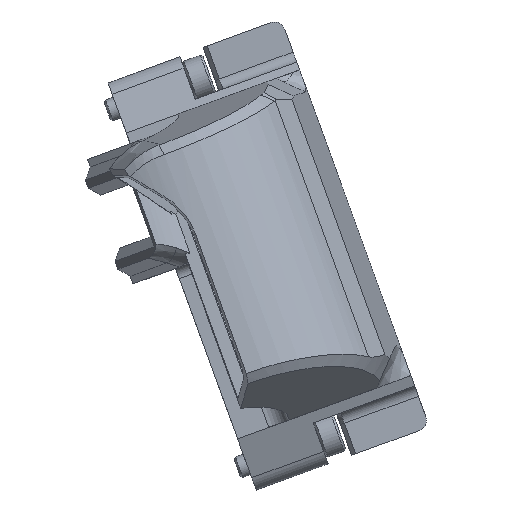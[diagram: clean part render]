
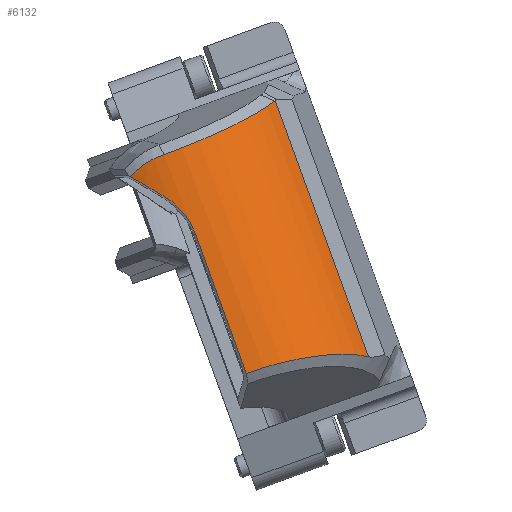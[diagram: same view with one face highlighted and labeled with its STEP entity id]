
A CAD part, top view. The second image highlights one B-rep face of the part: STEP entity #6132.
In plain terms, the highlighted cylindrical face has radius 12.827 mm (diameter 25.654 mm), a partial arc.
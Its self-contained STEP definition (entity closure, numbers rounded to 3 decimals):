
#87=B_SPLINE_CURVE_WITH_KNOTS('',3,(#9049,#9050,#9051,#9052,#9053,#9054,
#9055,#9056),.UNSPECIFIED.,.F.,.F.,(4,2,2,4),(1.945,2.11,
2.275,2.372),.UNSPECIFIED.);
#99=B_SPLINE_CURVE_WITH_KNOTS('',3,(#9223,#9224,#9225,#9226,#9227,#9228,
#9229,#9230,#9231,#9232,#9233,#9234,#9235,#9236,#9237,#9238,#9239),
 .UNSPECIFIED.,.F.,.F.,(4,2,2,2,3,2,2,4),(-0.335,-0.293,
-0.251,-0.168,0.,0.025,
0.039,0.04),.UNSPECIFIED.);
#135=B_SPLINE_CURVE_WITH_KNOTS('',3,(#10589,#10590,#10591,#10592,#10593,
#10594,#10595,#10596,#10597,#10598,#10599,#10600,#10601,#10602),
 .UNSPECIFIED.,.F.,.F.,(4,2,2,2,2,2,4),(-1.416,-1.24,
-1.063,-0.707,-0.356,-0.179,
0.),.UNSPECIFIED.);
#136=B_SPLINE_CURVE_WITH_KNOTS('',3,(#10606,#10607,#10608,#10609),
 .UNSPECIFIED.,.F.,.F.,(4,4),(0.,0.),.UNSPECIFIED.);
#137=B_SPLINE_CURVE_WITH_KNOTS('',3,(#10610,#10611,#10612,#10613,#10614,
#10615,#10616,#10617,#10618,#10619,#10620,#10621,#10622,#10623),
 .UNSPECIFIED.,.F.,.F.,(4,2,2,2,2,2,4),(-1.409,-1.233,
-1.057,-0.705,-0.352,-0.176,
0.),.UNSPECIFIED.);
#749=FACE_OUTER_BOUND('',#1081,.T.);
#1081=EDGE_LOOP('',(#5438,#5439,#5440,#5441,#5442,#5443,#5444,#5445));
#1345=LINE('',#9088,#2003);
#1771=LINE('',#10604,#2429);
#2003=VECTOR('',#7111,1000.);
#2429=VECTOR('',#8039,1000.);
#2500=ELLIPSE('',#6361,21.087,12.827);
#2725=VERTEX_POINT('',#9046);
#2726=VERTEX_POINT('',#9048);
#2738=VERTEX_POINT('',#9086);
#2747=VERTEX_POINT('',#9217);
#2748=VERTEX_POINT('',#9222);
#3072=VERTEX_POINT('',#10588);
#3073=VERTEX_POINT('',#10603);
#3074=VERTEX_POINT('',#10605);
#3350=EDGE_CURVE('',#2725,#2726,#87,.T.);
#3364=EDGE_CURVE('',#2738,#2725,#1345,.T.);
#3375=EDGE_CURVE('',#2748,#2747,#99,.T.);
#3378=EDGE_CURVE('',#2726,#2747,#2500,.T.);
#3910=EDGE_CURVE('',#2738,#3072,#135,.T.);
#3911=EDGE_CURVE('',#3072,#3073,#1771,.T.);
#3912=EDGE_CURVE('',#3073,#3074,#136,.T.);
#3913=EDGE_CURVE('',#3074,#2748,#137,.T.);
#5438=ORIENTED_EDGE('',*,*,#3375,.T.);
#5439=ORIENTED_EDGE('',*,*,#3378,.F.);
#5440=ORIENTED_EDGE('',*,*,#3350,.F.);
#5441=ORIENTED_EDGE('',*,*,#3364,.F.);
#5442=ORIENTED_EDGE('',*,*,#3910,.T.);
#5443=ORIENTED_EDGE('',*,*,#3911,.T.);
#5444=ORIENTED_EDGE('',*,*,#3912,.T.);
#5445=ORIENTED_EDGE('',*,*,#3913,.T.);
#5877=CYLINDRICAL_SURFACE('',#6610,12.827);
#6132=ADVANCED_FACE('',(#749),#5877,.T.);
#6361=AXIS2_PLACEMENT_3D('',#9261,#7114,#7115);
#6610=AXIS2_PLACEMENT_3D('',#10587,#8037,#8038);
#7111=DIRECTION('',(-0.342,0.94,0.));
#7114=DIRECTION('center_axis',(-0.518,-0.836,0.182));
#7115=DIRECTION('ref_axis',(0.828,-0.543,-0.139));
#8037=DIRECTION('center_axis',(-0.342,0.94,0.));
#8038=DIRECTION('ref_axis',(0.94,0.342,0.));
#8039=DIRECTION('',(-0.342,0.94,0.));
#9046=CARTESIAN_POINT('',(378.247,13.29,148.945));
#9048=CARTESIAN_POINT('',(375.448,16.697,148.911));
#9049=CARTESIAN_POINT('Ctrl Pts',(378.247,13.29,148.945));
#9050=CARTESIAN_POINT('Ctrl Pts',(378.058,13.807,148.945));
#9051=CARTESIAN_POINT('Ctrl Pts',(377.785,14.344,148.948));
#9052=CARTESIAN_POINT('Ctrl Pts',(377.1,15.321,148.953));
#9053=CARTESIAN_POINT('Ctrl Pts',(376.688,15.76,148.954));
#9054=CARTESIAN_POINT('Ctrl Pts',(376.018,16.32,148.938));
#9055=CARTESIAN_POINT('Ctrl Pts',(375.743,16.519,148.928));
#9056=CARTESIAN_POINT('Ctrl Pts',(375.448,16.697,148.911));
#9086=CARTESIAN_POINT('',(382.911,0.475,148.945));
#9088=CARTESIAN_POINT('',(384.747,-4.57,148.945));
#9217=CARTESIAN_POINT('',(372.225,18.603,148.491));
#9222=CARTESIAN_POINT('',(375.35,20.638,148.95));
#9223=CARTESIAN_POINT('Ctrl Pts',(375.35,20.638,148.95));
#9224=CARTESIAN_POINT('Ctrl Pts',(375.215,20.596,148.952));
#9225=CARTESIAN_POINT('Ctrl Pts',(375.083,20.55,148.953));
#9226=CARTESIAN_POINT('Ctrl Pts',(374.821,20.449,148.948));
#9227=CARTESIAN_POINT('Ctrl Pts',(374.692,20.394,148.944));
#9228=CARTESIAN_POINT('Ctrl Pts',(374.311,20.218,148.924));
#9229=CARTESIAN_POINT('Ctrl Pts',(374.064,20.086,148.901));
#9230=CARTESIAN_POINT('Ctrl Pts',(373.352,19.65,148.808));
#9231=CARTESIAN_POINT('Ctrl Pts',(372.909,19.304,148.711));
#9232=CARTESIAN_POINT('Ctrl Pts',(372.522,18.92,148.591));
#9233=CARTESIAN_POINT('Ctrl Pts',(372.464,18.861,148.573));
#9234=CARTESIAN_POINT('Ctrl Pts',(372.406,18.802,148.554));
#9235=CARTESIAN_POINT('Ctrl Pts',(372.319,18.708,148.525));
#9236=CARTESIAN_POINT('Ctrl Pts',(372.258,18.641,148.503));
#9237=CARTESIAN_POINT('Ctrl Pts',(372.227,18.606,148.492));
#9238=CARTESIAN_POINT('Ctrl Pts',(372.226,18.605,148.492));
#9239=CARTESIAN_POINT('Ctrl Pts',(372.225,18.603,148.491));
#9261=CARTESIAN_POINT('Origin',(378.172,12.227,136.125));
#10587=CARTESIAN_POINT('Origin',(384.339,-4.718,136.125));
#10588=CARTESIAN_POINT('',(394.16,2.002,141.753));
#10589=CARTESIAN_POINT('Ctrl Pts',(382.911,0.475,148.945));
#10590=CARTESIAN_POINT('Ctrl Pts',(383.464,0.67,148.925));
#10591=CARTESIAN_POINT('Ctrl Pts',(384.02,0.851,148.865));
#10592=CARTESIAN_POINT('Ctrl Pts',(385.13,1.184,148.665));
#10593=CARTESIAN_POINT('Ctrl Pts',(385.682,1.335,148.526));
#10594=CARTESIAN_POINT('Ctrl Pts',(387.323,1.74,147.991));
#10595=CARTESIAN_POINT('Ctrl Pts',(388.38,1.945,147.482));
#10596=CARTESIAN_POINT('Ctrl Pts',(390.348,2.205,146.207));
#10597=CARTESIAN_POINT('Ctrl Pts',(391.249,2.262,145.451));
#10598=CARTESIAN_POINT('Ctrl Pts',(392.456,2.244,144.168));
#10599=CARTESIAN_POINT('Ctrl Pts',(392.836,2.22,143.714));
#10600=CARTESIAN_POINT('Ctrl Pts',(393.541,2.138,142.762));
#10601=CARTESIAN_POINT('Ctrl Pts',(393.866,2.078,142.265));
#10602=CARTESIAN_POINT('Ctrl Pts',(394.16,2.002,141.753));
#10603=CARTESIAN_POINT('',(385.566,25.612,141.753));
#10604=CARTESIAN_POINT('',(395.171,-0.776,141.753));
#10605=CARTESIAN_POINT('',(385.543,25.581,141.818));
#10606=CARTESIAN_POINT('Ctrl Pts',(385.566,25.612,141.753));
#10607=CARTESIAN_POINT('Ctrl Pts',(385.559,25.601,141.775));
#10608=CARTESIAN_POINT('Ctrl Pts',(385.551,25.591,141.797));
#10609=CARTESIAN_POINT('Ctrl Pts',(385.543,25.581,141.818));
#10610=CARTESIAN_POINT('Ctrl Pts',(385.543,25.581,141.818));
#10611=CARTESIAN_POINT('Ctrl Pts',(385.33,25.413,142.34));
#10612=CARTESIAN_POINT('Ctrl Pts',(385.082,25.235,142.844));
#10613=CARTESIAN_POINT('Ctrl Pts',(384.52,24.864,143.809));
#10614=CARTESIAN_POINT('Ctrl Pts',(384.207,24.672,144.268));
#10615=CARTESIAN_POINT('Ctrl Pts',(383.181,24.074,145.568));
#10616=CARTESIAN_POINT('Ctrl Pts',(382.383,23.651,146.326));
#10617=CARTESIAN_POINT('Ctrl Pts',(380.595,22.783,147.581));
#10618=CARTESIAN_POINT('Ctrl Pts',(379.614,22.342,148.072));
#10619=CARTESIAN_POINT('Ctrl Pts',(378.058,21.687,148.579));
#10620=CARTESIAN_POINT('Ctrl Pts',(377.527,21.471,148.709));
#10621=CARTESIAN_POINT('Ctrl Pts',(376.447,21.047,148.889));
#10622=CARTESIAN_POINT('Ctrl Pts',(375.9,20.84,148.94));
#10623=CARTESIAN_POINT('Ctrl Pts',(375.35,20.638,148.95));
